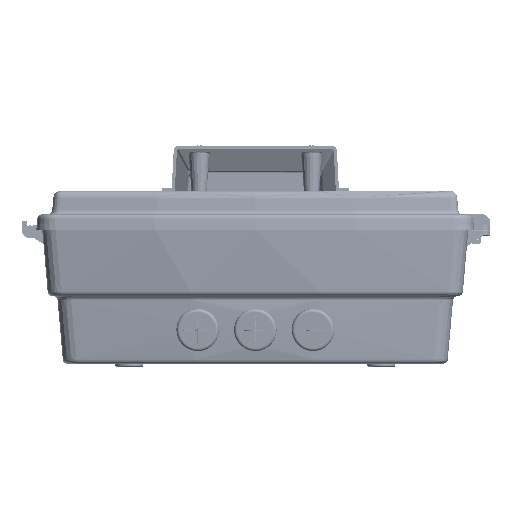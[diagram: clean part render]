
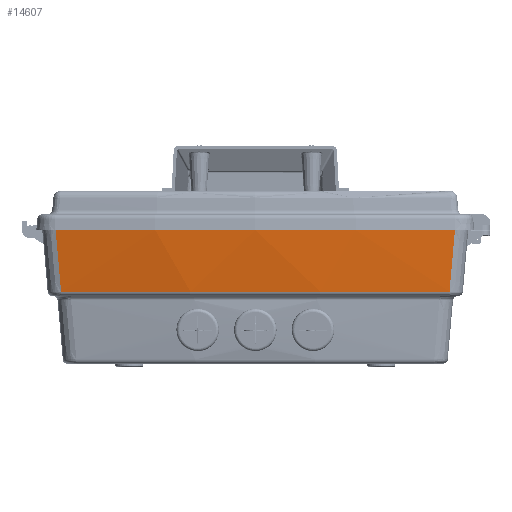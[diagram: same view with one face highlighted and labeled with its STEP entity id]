
A CAD part, front view. The second image highlights one B-rep face of the part: STEP entity #14607.
In plain terms, the highlighted conical face has half-angle 5 degrees and reference radius 846.565 mm.
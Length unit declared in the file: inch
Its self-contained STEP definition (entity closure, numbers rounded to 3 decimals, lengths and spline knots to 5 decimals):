
#2465 = ORIENTED_EDGE ( 'NONE', *, *, #73730, .T. ) ;
#3006 = EDGE_LOOP ( 'NONE', ( #7104, #82084, #91140, #2465 ) ) ;
#4188 = CARTESIAN_POINT ( 'NONE',  ( -4.89379, -6.65913, -2.25028 ) ) ;
#4611 = DIRECTION ( 'NONE',  ( 0., 0., -1. ) ) ;
#6207 = CARTESIAN_POINT ( 'NONE',  ( 4.85406, -6.62523, -1.80073 ) ) ;
#7104 = ORIENTED_EDGE ( 'NONE', *, *, #65082, .F. ) ;
#9479 = CARTESIAN_POINT ( 'NONE',  ( 0., 26.35827, -1.80073 ) ) ;
#11334 = DIRECTION ( 'NONE',  ( -1., 0., 0. ) ) ;
#14607 = ADVANCED_FACE ( 'NONE', ( #70650 ), #55469, .T. ) ;
#18578 = CARTESIAN_POINT ( 'NONE',  ( 4.93198, -6.69167, -2.68241 ) ) ;
#22098 = DIRECTION ( 'NONE',  ( 0., 0., -1. ) ) ;
#25645 = CIRCLE ( 'NONE', #51830, 33.47331 ) ;
#25832 = CARTESIAN_POINT ( 'NONE',  ( 4.95131, -6.70813, -2.90114 ) ) ;
#26403 = CARTESIAN_POINT ( 'NONE',  ( -4.98997, -6.74102, -3.33858 ) ) ;
#26795 = VERTEX_POINT ( 'NONE', #76922 ) ;
#27874 = CARTESIAN_POINT ( 'NONE',  ( 4.98997, -6.74102, -3.33858 ) ) ;
#31195 = CARTESIAN_POINT ( 'NONE',  ( -4.85406, -6.62523, -1.80073 ) ) ;
#33682 = CARTESIAN_POINT ( 'NONE',  ( -4.93909, -6.69773, -2.7629 ) ) ;
#36132 = B_SPLINE_CURVE_WITH_KNOTS ( 'NONE', 3,
 ( #40890, #70268, #4188, #56324, #33682, #92524, #26403 ),
 .UNSPECIFIED., .F., .F.,
 ( 4, 3, 4 ),
 ( 0.00276, 0.02, 0.04208 ),
 .UNSPECIFIED. ) ;
#40890 = CARTESIAN_POINT ( 'NONE',  ( -4.85406, -6.62523, -1.80073 ) ) ;
#41307 = CARTESIAN_POINT ( 'NONE',  ( 0., 26.35827, -3.33858 ) ) ;
#45104 = DIRECTION ( 'NONE',  ( -1., 0., 0. ) ) ;
#48028 = CARTESIAN_POINT ( 'NONE',  ( 4.90601, -6.66954, -2.38852 ) ) ;
#48369 = EDGE_CURVE ( 'NONE', #54976, #50362, #80758, .T. ) ;
#50362 = VERTEX_POINT ( 'NONE', #6207 ) ;
#51830 = AXIS2_PLACEMENT_3D ( 'NONE', #41307, #4611, #45104 ) ;
#53040 = CIRCLE ( 'NONE', #86934, 33.33877 ) ;
#54976 = VERTEX_POINT ( 'NONE', #27874 ) ;
#55469 = CONICAL_SURFACE ( 'NONE', #76986, 33.32933, 0.087 ) ;
#56324 = CARTESIAN_POINT ( 'NONE',  ( -4.91366, -6.67605, -2.47506 ) ) ;
#58938 = CARTESIAN_POINT ( 'NONE',  ( 4.85406, -6.62523, -1.80073 ) ) ;
#62967 = CARTESIAN_POINT ( 'NONE',  ( 0., 26.35827, -1.69291 ) ) ;
#65082 = EDGE_CURVE ( 'NONE', #54976, #26795, #25645, .T. ) ;
#69705 = CARTESIAN_POINT ( 'NONE',  ( 4.98997, -6.74102, -3.33858 ) ) ;
#70268 = CARTESIAN_POINT ( 'NONE',  ( -4.87393, -6.64219, -2.0255 ) ) ;
#70650 = FACE_OUTER_BOUND ( 'NONE', #3006, .T. ) ;
#73730 = EDGE_CURVE ( 'NONE', #93877, #26795, #36132, .T. ) ;
#76922 = CARTESIAN_POINT ( 'NONE',  ( -4.98997, -6.74102, -3.33858 ) ) ;
#76986 = AXIS2_PLACEMENT_3D ( 'NONE', #62967, #77427, #11334 ) ;
#77427 = DIRECTION ( 'NONE',  ( 0., 0., -1. ) ) ;
#80758 = B_SPLINE_CURVE_WITH_KNOTS ( 'NONE', 3,
 ( #69705, #91950, #25832, #18578, #48028, #81137, #58938 ),
 .UNSPECIFIED., .F., .F.,
 ( 4, 3, 4 ),
 ( 0.00322, 0.02, 0.04255 ),
 .UNSPECIFIED. ) ;
#81137 = CARTESIAN_POINT ( 'NONE',  ( 4.88003, -6.6474, -2.09462 ) ) ;
#81790 = EDGE_CURVE ( 'NONE', #50362, #93877, #53040, .T. ) ;
#82084 = ORIENTED_EDGE ( 'NONE', *, *, #48369, .T. ) ;
#82368 = DIRECTION ( 'NONE',  ( 1., 0., 0. ) ) ;
#86934 = AXIS2_PLACEMENT_3D ( 'NONE', #9479, #22098, #82368 ) ;
#91140 = ORIENTED_EDGE ( 'NONE', *, *, #81790, .T. ) ;
#91950 = CARTESIAN_POINT ( 'NONE',  ( 4.97064, -6.72458, -3.11986 ) ) ;
#92524 = CARTESIAN_POINT ( 'NONE',  ( -4.96453, -6.71938, -3.05074 ) ) ;
#93877 = VERTEX_POINT ( 'NONE', #31195 ) ;
